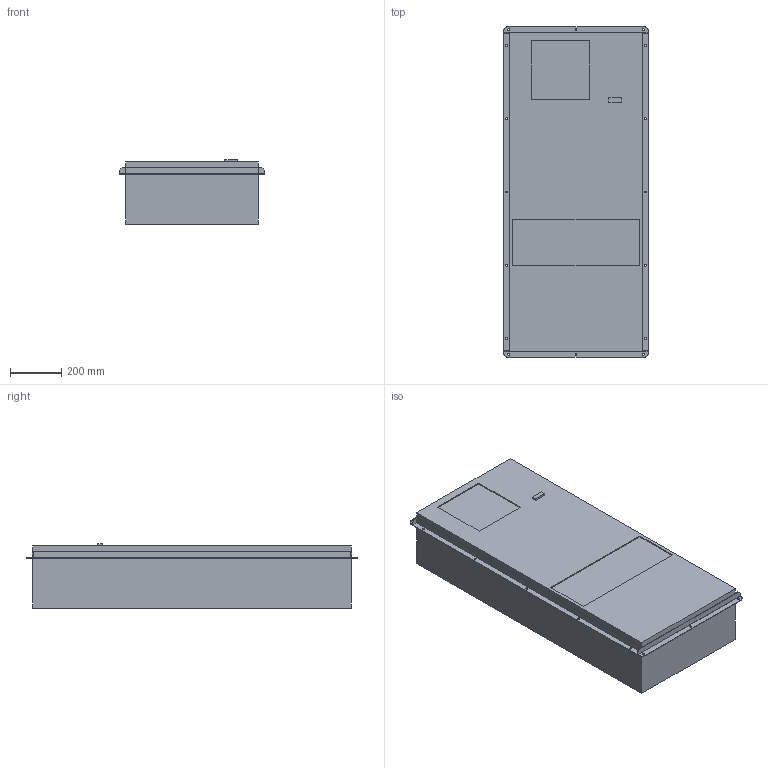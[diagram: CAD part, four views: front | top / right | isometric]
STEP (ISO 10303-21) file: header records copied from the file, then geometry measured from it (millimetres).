
FILE_DESCRIPTION (( 'STEP AP203' ), '1' );
FILE_NAME ('HEX160PA.STEP', '2016-02-27T02:19:10', ( '' ), ( '' ), 'SwSTEP 2.0', 'SolidWorks 2011', '' );
FILE_SCHEMA (( 'CONFIG_CONTROL_DESIGN' ));
Length unit declared in the file: millimetre
Products named in the file (1): HEX160PA
Bounding box: 566.5 x 1294 x 251 mm (x, y, z)
Volume: 156070691.6 mm3; surface area: 2347205.9 mm2
Topology: 1 solids, 1 shells, 135 faces, 378 edges, 252 vertices
Faces by surface type: plane 89, cylinder 46
Entity records: 4485 total; most frequent: CARTESIAN_POINT 766, ORIENTED_EDGE 756, DIRECTION 742, EDGE_CURVE 378, VECTOR 286, LINE 286, VERTEX_POINT 252, AXIS2_PLACEMENT_3D 228
